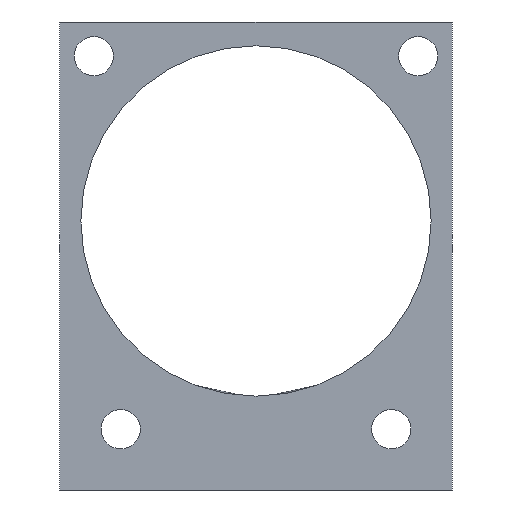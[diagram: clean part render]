
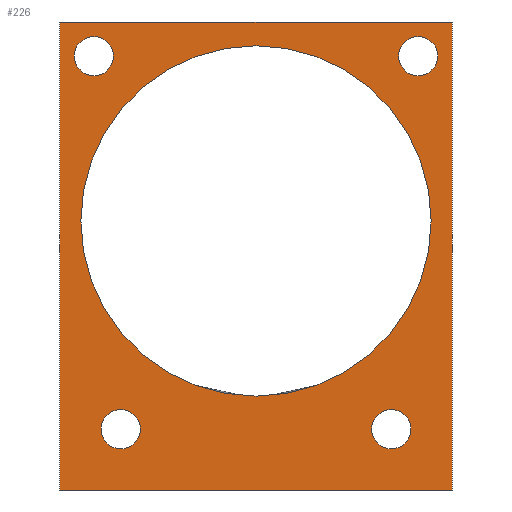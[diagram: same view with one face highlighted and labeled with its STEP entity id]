
A CAD part, front view. The second image highlights one B-rep face of the part: STEP entity #226.
In plain terms, the highlighted planar face has unit normal (0, -1, 0).
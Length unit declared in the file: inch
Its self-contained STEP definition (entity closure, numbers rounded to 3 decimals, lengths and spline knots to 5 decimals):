
#15=LINE('',#382,#27);
#22=LINE('',#411,#34);
#25=LINE('',#416,#37);
#26=LINE('',#418,#38);
#27=VECTOR('',#290,0.3937);
#34=VECTOR('',#319,0.3937);
#37=VECTOR('',#324,0.3937);
#38=VECTOR('',#327,0.3937);
#44=PLANE('',#269);
#58=FACE_BOUND('',#111,.T.);
#59=FACE_BOUND('',#112,.T.);
#60=FACE_BOUND('',#113,.T.);
#61=FACE_BOUND('',#114,.T.);
#62=FACE_BOUND('',#115,.T.);
#64=CIRCLE('',#250,0.07);
#66=CIRCLE('',#253,0.07);
#71=CIRCLE('',#261,0.07);
#72=CIRCLE('',#263,0.07);
#73=CIRCLE('',#265,0.625);
#85=FACE_OUTER_BOUND('',#110,.T.);
#110=EDGE_LOOP('',(#200,#201,#202,#203));
#111=EDGE_LOOP('',(#204));
#112=EDGE_LOOP('',(#205));
#113=EDGE_LOOP('',(#206));
#114=EDGE_LOOP('',(#207));
#115=EDGE_LOOP('',(#208));
#119=VERTEX_POINT('',#370);
#121=VERTEX_POINT('',#375);
#123=VERTEX_POINT('',#380);
#124=VERTEX_POINT('',#381);
#132=VERTEX_POINT('',#401);
#133=VERTEX_POINT('',#404);
#134=VERTEX_POINT('',#407);
#135=VERTEX_POINT('',#410);
#136=VERTEX_POINT('',#414);
#139=EDGE_CURVE('',#119,#119,#64,.T.);
#141=EDGE_CURVE('',#121,#121,#66,.T.);
#143=EDGE_CURVE('',#123,#124,#15,.T.);
#153=EDGE_CURVE('',#132,#132,#71,.T.);
#154=EDGE_CURVE('',#133,#133,#72,.T.);
#155=EDGE_CURVE('',#134,#134,#73,.T.);
#156=EDGE_CURVE('',#123,#135,#22,.T.);
#159=EDGE_CURVE('',#136,#124,#25,.T.);
#160=EDGE_CURVE('',#135,#136,#26,.T.);
#200=ORIENTED_EDGE('',*,*,#143,.T.);
#201=ORIENTED_EDGE('',*,*,#159,.F.);
#202=ORIENTED_EDGE('',*,*,#160,.F.);
#203=ORIENTED_EDGE('',*,*,#156,.F.);
#204=ORIENTED_EDGE('',*,*,#139,.T.);
#205=ORIENTED_EDGE('',*,*,#141,.T.);
#206=ORIENTED_EDGE('',*,*,#153,.T.);
#207=ORIENTED_EDGE('',*,*,#154,.T.);
#208=ORIENTED_EDGE('',*,*,#155,.T.);
#226=ADVANCED_FACE('',(#85,#58,#59,#60,#61,#62),#44,.F.);
#250=AXIS2_PLACEMENT_3D('',#371,#278,#279);
#253=AXIS2_PLACEMENT_3D('',#376,#284,#285);
#261=AXIS2_PLACEMENT_3D('',#402,#307,#308);
#263=AXIS2_PLACEMENT_3D('',#405,#311,#312);
#265=AXIS2_PLACEMENT_3D('',#408,#315,#316);
#269=AXIS2_PLACEMENT_3D('',#419,#328,#329);
#278=DIRECTION('center_axis',(0.,1.,0.));
#279=DIRECTION('ref_axis',(-1.,0.,0.));
#284=DIRECTION('center_axis',(0.,1.,0.));
#285=DIRECTION('ref_axis',(-1.,0.,0.));
#290=DIRECTION('',(-1.,0.,0.));
#307=DIRECTION('center_axis',(0.,1.,0.));
#308=DIRECTION('ref_axis',(-1.,0.,0.));
#311=DIRECTION('center_axis',(0.,1.,0.));
#312=DIRECTION('ref_axis',(-1.,0.,0.));
#315=DIRECTION('center_axis',(0.,1.,0.));
#316=DIRECTION('ref_axis',(-1.,0.,0.));
#319=DIRECTION('',(0.,0.,-1.));
#324=DIRECTION('',(0.,0.,1.));
#327=DIRECTION('',(-1.,0.,0.));
#328=DIRECTION('center_axis',(0.,1.,0.));
#329=DIRECTION('ref_axis',(0.,0.,1.));
#370=CARTESIAN_POINT('',(-0.50834,0.,0.54834));
#371=CARTESIAN_POINT('Origin',(-0.57834,0.,0.54834));
#375=CARTESIAN_POINT('',(0.64834,0.,0.54834));
#376=CARTESIAN_POINT('Origin',(0.57834,0.,0.54834));
#380=CARTESIAN_POINT('',(0.7,0.,0.67));
#381=CARTESIAN_POINT('',(-0.7,0.,0.67));
#382=CARTESIAN_POINT('',(-0.35,0.,0.67));
#401=CARTESIAN_POINT('',(0.55285,0.,-0.78285));
#402=CARTESIAN_POINT('Origin',(0.48285,0.,-0.78285));
#404=CARTESIAN_POINT('',(-0.41285,0.,-0.78285));
#405=CARTESIAN_POINT('Origin',(-0.48285,0.,-0.78285));
#407=CARTESIAN_POINT('',(0.625,0.,-0.04));
#408=CARTESIAN_POINT('Origin',(0.,0.,-0.04));
#410=CARTESIAN_POINT('',(0.7,0.,-1.));
#411=CARTESIAN_POINT('',(0.7,0.,1.));
#414=CARTESIAN_POINT('',(-0.7,0.,-1.));
#416=CARTESIAN_POINT('',(-0.7,0.,-1.));
#418=CARTESIAN_POINT('',(0.7,0.,-1.));
#419=CARTESIAN_POINT('Origin',(0.,0.,0.));
